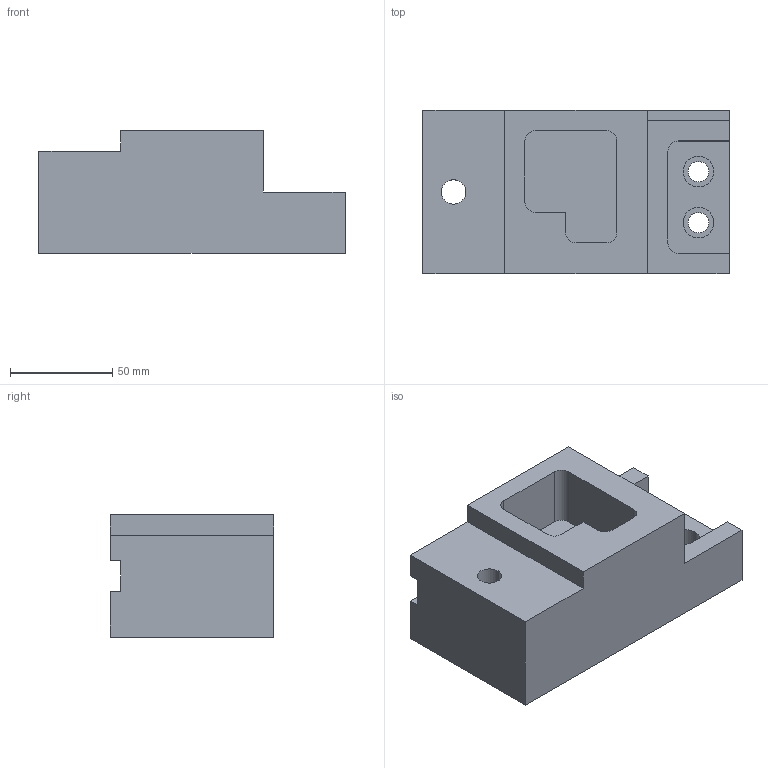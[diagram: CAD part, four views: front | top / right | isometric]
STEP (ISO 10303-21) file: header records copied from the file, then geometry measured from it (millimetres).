
FILE_DESCRIPTION(('produced by SPATIAL CORP'),'2;1');
FILE_NAME('DEMO03.hh.sat.stp','2002-04-19T11:17:36+00:00',('SPATIAL CORP'),('SPATIAL CORP'), 'ACIS STEP Husk','http://www.spatial.com','SPATIAL CORP');
FILE_SCHEMA(('CONFIG_CONTROL_DESIGN'));
Length unit declared in the file: millimetre
Products named in the file (1): PRODUCT_ID_1
Bounding box: 150 x 80 x 60 mm (x, y, z)
Volume: 490848.5 mm3; surface area: 58469.2 mm2
Topology: 1 solids, 1 shells, 44 faces, 117 edges, 78 vertices
Faces by surface type: plane 27, cylinder 17
Entity records: 1384 total; most frequent: ORIENTED_EDGE 234, CARTESIAN_POINT 221, DIRECTION 205, EDGE_CURVE 117, VECTOR 81, LINE 81, VERTEX_POINT 78, AXIS2_PLACEMENT_3D 62
